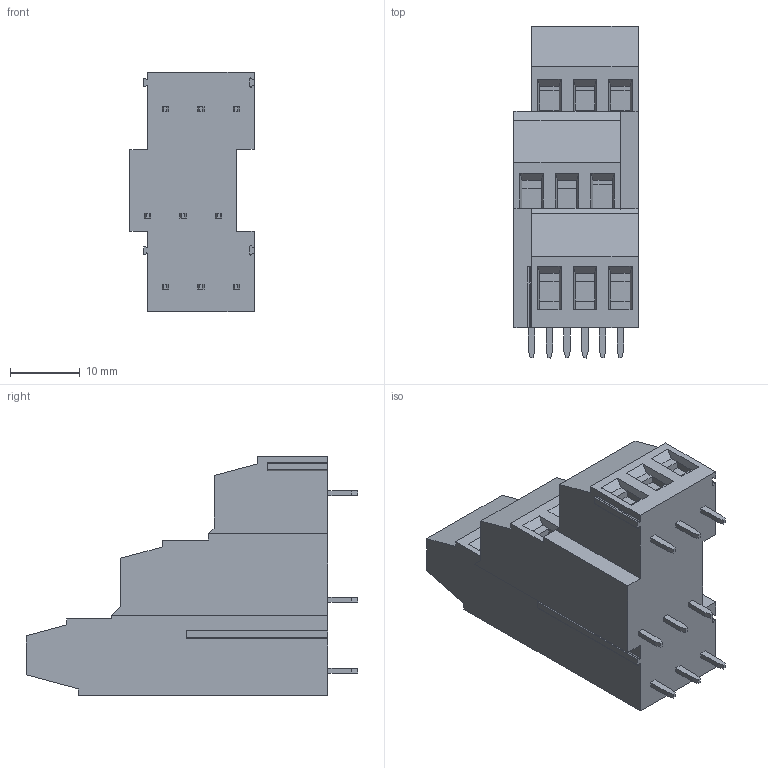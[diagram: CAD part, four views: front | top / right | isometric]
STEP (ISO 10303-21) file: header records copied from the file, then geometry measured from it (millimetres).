
FILE_DESCRIPTION(('STEP AP214'),'1');
FILE_NAME('MVT253-5,08-V.stp','2018-07-03T07:52:50',(' '),(' '),'Spatial InterOp 3D',' ',' ');
FILE_SCHEMA(('automotive_design'));
Length unit declared in the file: metre
Products named in the file (1): 1
Bounding box: 17.78 x 47.5 x 34.3 mm (x, y, z)
Volume: 14238.2 mm3; surface area: 5362.7 mm2
Topology: 1 solids, 1 shells, 284 faces, 723 edges, 471 vertices
Faces by surface type: plane 250, cylinder 34
Full cylindrical faces by diameter (mm): 3.8 x9, 4 x9
Entity records: 10556 total; most frequent: CARTESIAN_POINT 1443, ORIENTED_EDGE 1392, DIRECTION 1361, EDGE_CURVE 696, LINE 601, VECTOR 601, VERTEX_POINT 462, AXIS2_PLACEMENT_3D 380
